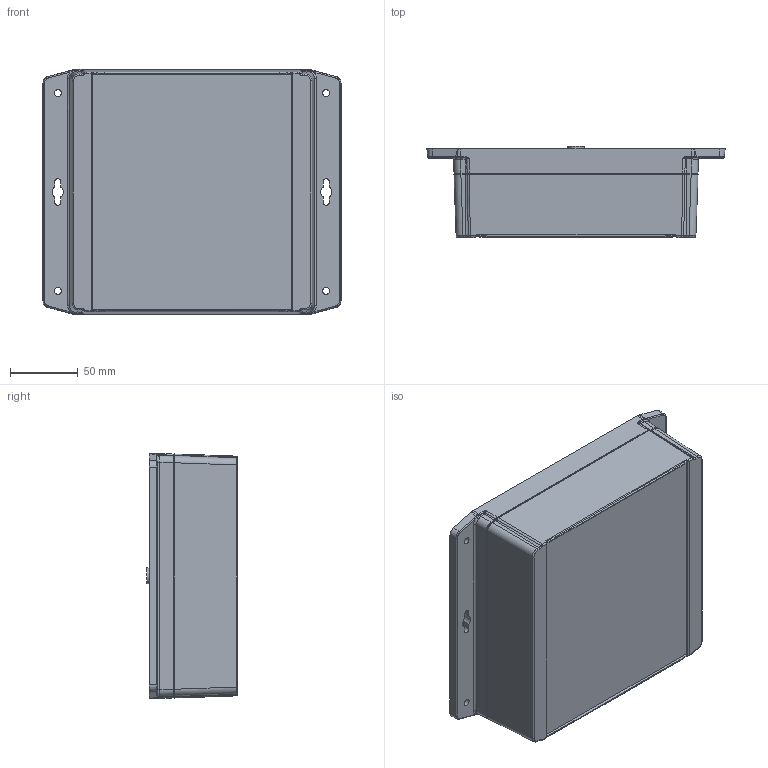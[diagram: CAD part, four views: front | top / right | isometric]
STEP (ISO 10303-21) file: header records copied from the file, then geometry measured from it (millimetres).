
FILE_DESCRIPTION (( 'STEP AP214' ), '1' );
FILE_NAME ('1555WF42GY.STEP', '2023-06-20T14:34:59', ( '' ), ( '' ), 'SwSTEP 2.0', 'SolidWorks 2021', '' );
FILE_SCHEMA (( 'AUTOMOTIVE_DESIGN' ));
Length unit declared in the file: inch
Products named in the file (1): 1555WF42GY
Bounding box: 220 x 67.08 x 181.26 mm (x, y, z)
Volume: 401759.4 mm3; surface area: 257745.8 mm2
Topology: 7 solids, 7 shells, 1436 faces, 3350 edges, 2015 vertices
Faces by surface type: plane 472, bspline 398, cylinder 348, cone 206, torus 12
Full cylindrical faces by diameter (mm): 3.251 x4, 3.5 x4, 3.88 x4, 4.013 x4, 7 x4, 11.838 x1
Entity records: 54889 total; most frequent: CARTESIAN_POINT 25727, ORIENTED_EDGE 6348, DIRECTION 5217, EDGE_CURVE 3174, VERTEX_POINT 1970, AXIS2_PLACEMENT_3D 1935, EDGE_LOOP 1676, FACE_OUTER_BOUND 1477
